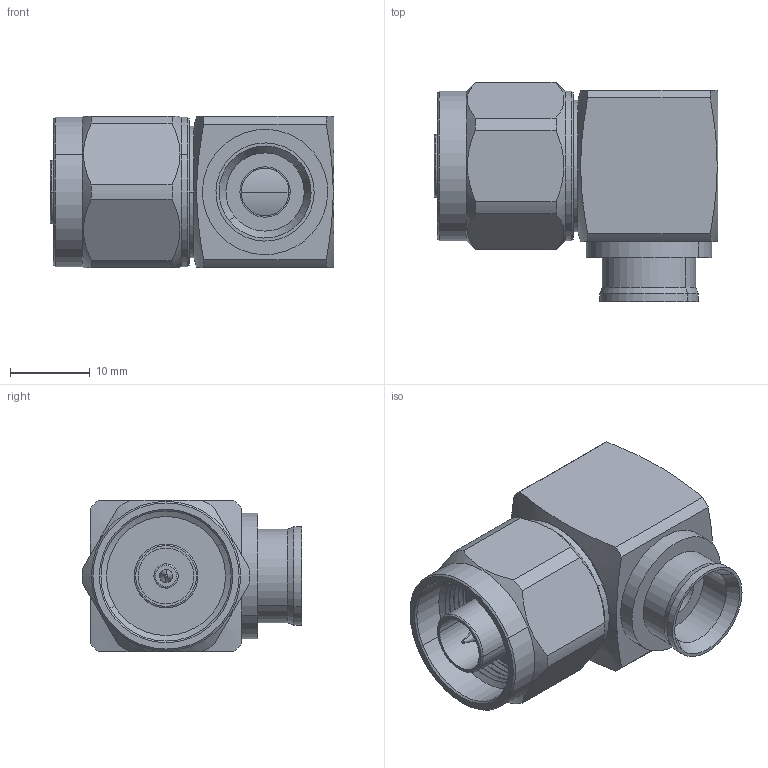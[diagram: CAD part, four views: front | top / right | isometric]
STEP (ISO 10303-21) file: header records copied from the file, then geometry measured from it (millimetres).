
FILE_DESCRIPTION (( 'STEP AP203' ), '1' );
FILE_NAME ('3190-6061(TC-375-NM-RA-LP).STEP', '2020-08-14T01:30:19', ( '' ), ( '' ), 'SwSTEP 2.0', 'SolidWorks 2018', '' );
FILE_SCHEMA (( 'CONFIG_CONTROL_DESIGN' ));
Length unit declared in the file: inch
Products named in the file (1): 3190-6061(TC-375-NM-RA-LP)
Bounding box: 35.5 x 27.5 x 19 mm (x, y, z)
Volume: 10182.6 mm3; surface area: 5878.5 mm2
Topology: 2 solids, 8 shells, 201 faces, 452 edges, 278 vertices
Faces by surface type: cylinder 94, cone 58, plane 33, torus 14, sphere 2
Entity records: 6490 total; most frequent: CARTESIAN_POINT 1870, DIRECTION 1015, ORIENTED_EDGE 904, EDGE_CURVE 452, AXIS2_PLACEMENT_3D 431, VERTEX_POINT 278, CIRCLE 229, EDGE_LOOP 218
